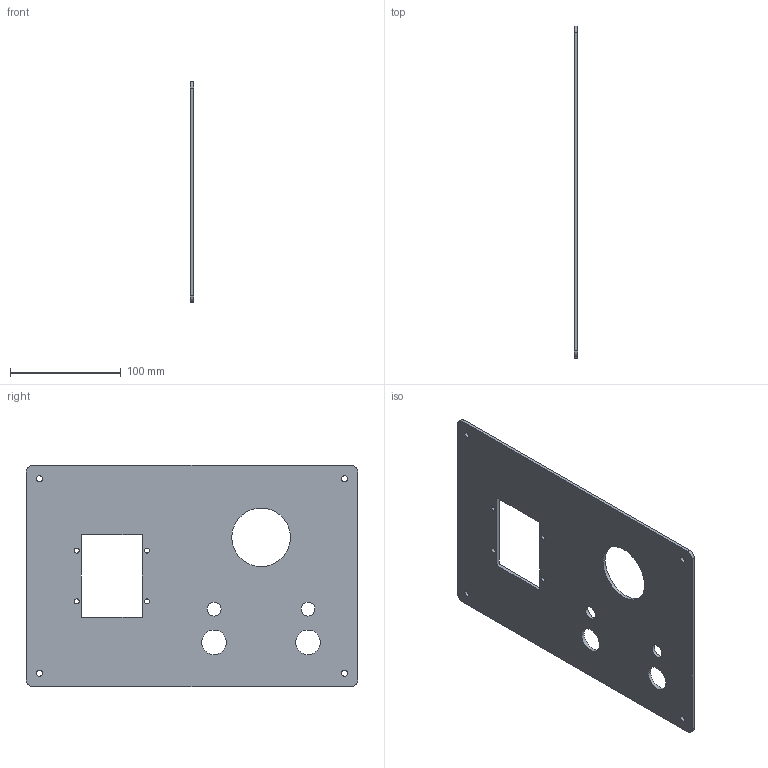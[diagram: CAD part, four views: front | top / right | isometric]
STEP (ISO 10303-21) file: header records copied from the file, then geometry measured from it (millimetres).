
FILE_DESCRIPTION(('CATIA V5 STEP Exchange'),'2;1');
FILE_NAME('PlaqueIHM.stp','2018-11-12T11:11:46+00:00',('none'),('none'),'CATIA Version 5 Release 21 GA (IN-10)','CATIA V5 STEP AP203','none');
FILE_SCHEMA(('CONFIG_CONTROL_DESIGN'));
Length unit declared in the file: millimetre
Products named in the file (1): PlaqueIHM
Bounding box: 3 x 300 x 200 mm (x, y, z)
Volume: 156464.4 mm3; surface area: 111512.3 mm2
Topology: 1 solids, 1 shells, 375 faces, 1053 edges, 702 vertices
Faces by surface type: plane 325, cylinder 38, extrusion 12
Entity records: 11699 total; most frequent: CARTESIAN_POINT 2515, ORIENTED_EDGE 2106, DIRECTION 1486, EDGE_CURVE 1053, VECTOR 846, LINE 834, VERTEX_POINT 702, EDGE_LOOP 425
